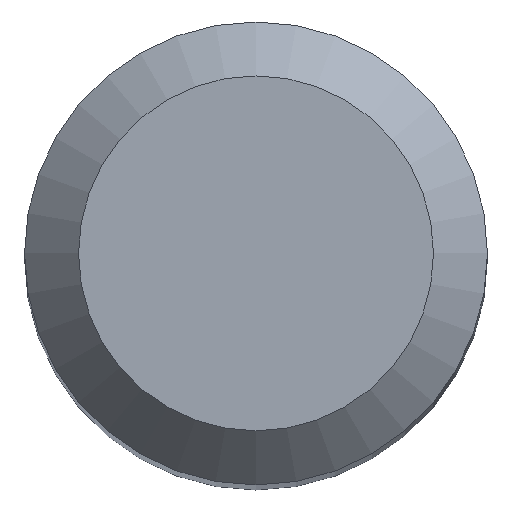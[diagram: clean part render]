
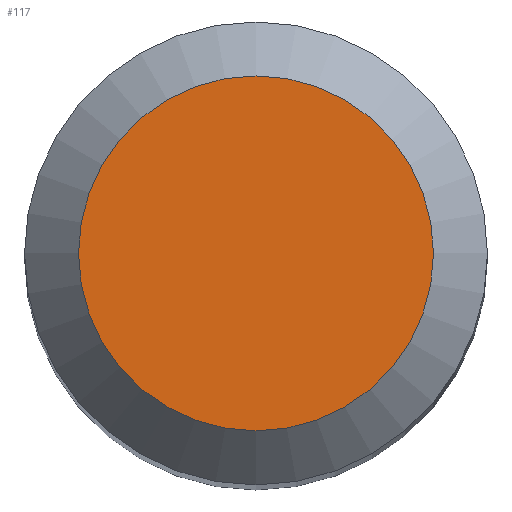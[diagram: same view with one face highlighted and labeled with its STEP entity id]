
A CAD part, top view. The second image highlights one B-rep face of the part: STEP entity #117.
In plain terms, the highlighted planar face has unit normal (0, 0, 1).
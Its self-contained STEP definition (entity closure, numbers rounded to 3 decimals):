
#28 = EDGE_LOOP ( 'NONE', ( #83 ) ) ;
#37 = AXIS2_PLACEMENT_3D ( 'NONE', #53, #200, #214 ) ;
#53 = CARTESIAN_POINT ( 'NONE',  ( 0., 0., 66. ) ) ;
#83 = ORIENTED_EDGE ( 'NONE', *, *, #124, .F. ) ;
#89 = DIRECTION ( 'NONE',  ( 0., 1., 0. ) ) ;
#113 = DIRECTION ( 'NONE',  ( 0., 0., -1. ) ) ;
#114 = VERTEX_POINT ( 'NONE', #181 ) ;
#117 = ADVANCED_FACE ( 'NONE', ( #180 ), #212, .F. ) ;
#124 = EDGE_CURVE ( 'NONE', #114, #114, #179, .T. ) ;
#161 = AXIS2_PLACEMENT_3D ( 'NONE', #233, #113, #89 ) ;
#179 = CIRCLE ( 'NONE', #161, 2.3 ) ;
#180 = FACE_OUTER_BOUND ( 'NONE', #28, .T. ) ;
#181 = CARTESIAN_POINT ( 'NONE',  ( 0., 2.3, 66. ) ) ;
#200 = DIRECTION ( 'NONE',  ( 0., 0., -1. ) ) ;
#212 = PLANE ( 'NONE',  #37 ) ;
#214 = DIRECTION ( 'NONE',  ( 0., 1., 0. ) ) ;
#233 = CARTESIAN_POINT ( 'NONE',  ( 0., 0., 66. ) ) ;
